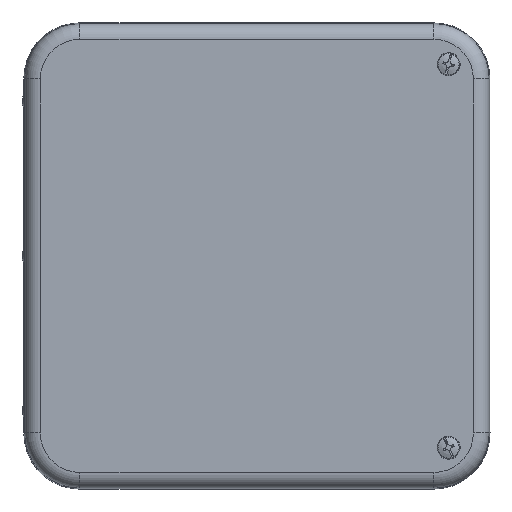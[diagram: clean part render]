
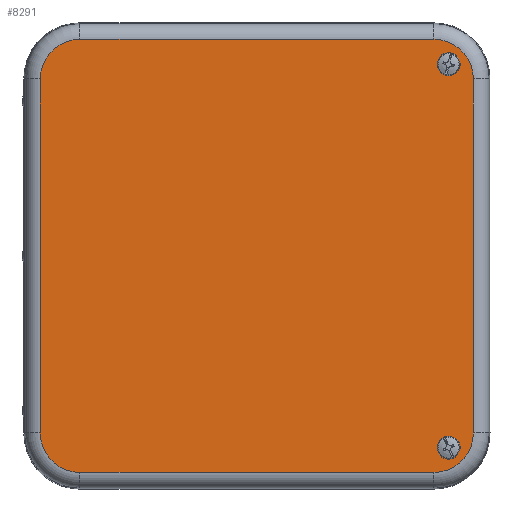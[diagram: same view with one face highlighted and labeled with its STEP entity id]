
A CAD part, top view. The second image highlights one B-rep face of the part: STEP entity #8291.
In plain terms, the highlighted planar face has unit normal (0, 0, 1).
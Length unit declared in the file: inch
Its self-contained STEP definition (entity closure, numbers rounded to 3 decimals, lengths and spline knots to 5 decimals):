
#637=LINE($,#15648,#1127);
#639=LINE($,#15668,#1129);
#642=LINE($,#15675,#1132);
#644=LINE($,#15690,#1134);
#1127=VECTOR($,#11499,5.713);
#1129=VECTOR($,#11523,5.713);
#1132=VECTOR($,#11530,5.713);
#1134=VECTOR($,#11550,5.713);
#1375=PLANE($,#9246);
#1613=FACE_BOUND($,#2976,.T.);
#1614=FACE_BOUND($,#2977,.T.);
#2286=FACE_OUTER_BOUND($,#2975,.T.);
#2975=EDGE_LOOP($,(#7326,#7327,#7328,#7329,#7330,#7331,#7332,#7333));
#2976=EDGE_LOOP($,(#7334));
#2977=EDGE_LOOP($,(#7335));
#3539=CIRCLE($,#9172,0.117);
#3541=CIRCLE($,#9175,0.117);
#3563=CIRCLE($,#9221,0.63807);
#3567=CIRCLE($,#9226,0.63807);
#3571=CIRCLE($,#9233,0.63807);
#3575=CIRCLE($,#9238,0.63807);
#4281=VERTEX_POINT($,#15554);
#4283=VERTEX_POINT($,#15559);
#4312=VERTEX_POINT($,#15645);
#4313=VERTEX_POINT($,#15647);
#4316=VERTEX_POINT($,#15654);
#4317=VERTEX_POINT($,#15659);
#4320=VERTEX_POINT($,#15666);
#4321=VERTEX_POINT($,#15671);
#4324=VERTEX_POINT($,#15678);
#4325=VERTEX_POINT($,#15683);
#5309=EDGE_CURVE($,#4281,#4281,#3539,.T.);
#5311=EDGE_CURVE($,#4283,#4283,#3541,.T.);
#5352=EDGE_CURVE($,#4312,#4313,#637,.T.);
#5356=EDGE_CURVE($,#4316,#4312,#3563,.T.);
#5360=EDGE_CURVE($,#4313,#4317,#3567,.T.);
#5362=EDGE_CURVE($,#4320,#4316,#639,.T.);
#5366=EDGE_CURVE($,#4317,#4321,#642,.T.);
#5368=EDGE_CURVE($,#4324,#4320,#3571,.T.);
#5372=EDGE_CURVE($,#4321,#4325,#3575,.T.);
#5374=EDGE_CURVE($,#4325,#4324,#644,.T.);
#7326=ORIENTED_EDGE($,*,*,#5352,.F.);
#7327=ORIENTED_EDGE($,*,*,#5356,.F.);
#7328=ORIENTED_EDGE($,*,*,#5362,.F.);
#7329=ORIENTED_EDGE($,*,*,#5368,.F.);
#7330=ORIENTED_EDGE($,*,*,#5374,.F.);
#7331=ORIENTED_EDGE($,*,*,#5372,.F.);
#7332=ORIENTED_EDGE($,*,*,#5366,.F.);
#7333=ORIENTED_EDGE($,*,*,#5360,.F.);
#7334=ORIENTED_EDGE($,*,*,#5309,.T.);
#7335=ORIENTED_EDGE($,*,*,#5311,.T.);
#8291=ADVANCED_FACE($,(#2286,#1613,#1614),#1375,.T.);
#9172=AXIS2_PLACEMENT_3D($,#15555,#11392,#11393);
#9175=AXIS2_PLACEMENT_3D($,#15560,#11398,#11399);
#9221=AXIS2_PLACEMENT_3D($,#15656,#11507,#11508);
#9226=AXIS2_PLACEMENT_3D($,#15663,#11517,#11518);
#9233=AXIS2_PLACEMENT_3D($,#15680,#11535,#11536);
#9238=AXIS2_PLACEMENT_3D($,#15687,#11545,#11546);
#9246=AXIS2_PLACEMENT_3D($,#15709,#11570,#11571);
#11392=DIRECTION('center_axis',(0.,0.,-1.));
#11393=DIRECTION('ref_axis',(1.,0.,0.));
#11398=DIRECTION('center_axis',(0.,0.,-1.));
#11399=DIRECTION('ref_axis',(1.,0.,0.));
#11499=DIRECTION($,(1.,0.,0.));
#11507=DIRECTION('center_axis',(0.,0.,-1.));
#11508=DIRECTION('ref_axis',(-0.707,0.707,0.));
#11517=DIRECTION('center_axis',(0.,0.,-1.));
#11518=DIRECTION('ref_axis',(0.707,0.707,0.));
#11523=DIRECTION($,(0.,1.,0.));
#11530=DIRECTION($,(0.,-1.,0.));
#11535=DIRECTION('center_axis',(0.,0.,-1.));
#11536=DIRECTION('ref_axis',(-0.707,-0.707,0.));
#11545=DIRECTION('center_axis',(0.,0.,-1.));
#11546=DIRECTION('ref_axis',(0.707,-0.707,0.));
#11550=DIRECTION($,(-1.,0.,0.));
#11570=DIRECTION('center_axis',(0.,0.,1.));
#11571=DIRECTION('ref_axis',(1.,0.,0.));
#15554=CARTESIAN_POINT('',(3.21075,-3.09375,0.76));
#15555=CARTESIAN_POINT('Origin',(3.09375,-3.09375,0.76));
#15559=CARTESIAN_POINT('',(3.21075,3.09375,0.76));
#15560=CARTESIAN_POINT('Origin',(3.09375,3.09375,0.76));
#15645=CARTESIAN_POINT('',(-2.8565,3.49457,0.76));
#15647=CARTESIAN_POINT('',(2.8565,3.49457,0.76));
#15648=CARTESIAN_POINT($,(-2.8565,3.49457,0.76));
#15654=CARTESIAN_POINT('',(-3.49457,2.8565,0.76));
#15656=CARTESIAN_POINT('Origin',(-2.8565,2.8565,0.76));
#15659=CARTESIAN_POINT('',(3.49457,2.8565,0.76));
#15663=CARTESIAN_POINT('Origin',(2.8565,2.8565,0.76));
#15666=CARTESIAN_POINT('',(-3.49457,-2.8565,0.76));
#15668=CARTESIAN_POINT($,(-3.49457,-2.8565,0.76));
#15671=CARTESIAN_POINT('',(3.49457,-2.8565,0.76));
#15675=CARTESIAN_POINT($,(3.49457,2.8565,0.76));
#15678=CARTESIAN_POINT('',(-2.8565,-3.49457,0.76));
#15680=CARTESIAN_POINT('Origin',(-2.8565,-2.8565,0.76));
#15683=CARTESIAN_POINT('',(2.8565,-3.49457,0.76));
#15687=CARTESIAN_POINT('Origin',(2.8565,-2.8565,0.76));
#15690=CARTESIAN_POINT($,(2.8565,-3.49457,0.76));
#15709=CARTESIAN_POINT('Origin',(0.,0.,0.76));
